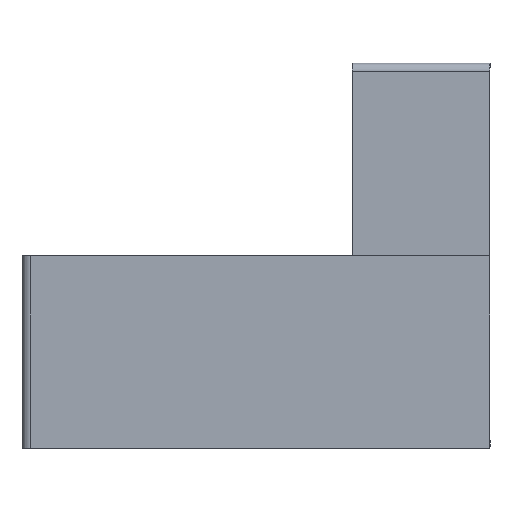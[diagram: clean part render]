
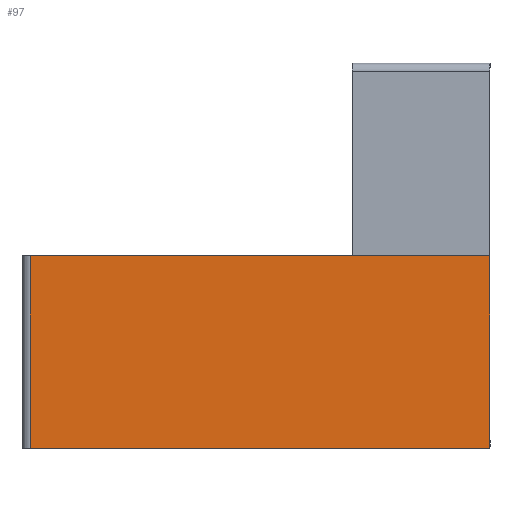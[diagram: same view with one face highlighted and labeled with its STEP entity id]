
A CAD part, top view. The second image highlights one B-rep face of the part: STEP entity #97.
In plain terms, the highlighted planar face has unit normal (0, 0, 1).
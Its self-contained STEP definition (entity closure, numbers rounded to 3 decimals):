
#97=ADVANCED_FACE($,(#193),#1069,.T.);
#193=FACE_OUTER_BOUND($,#289,.T.);
#289=EDGE_LOOP($,(#638,#639,#640,#641));
#638=ORIENTED_EDGE($,*,*,#844,.F.);
#639=ORIENTED_EDGE($,*,*,#852,.T.);
#640=ORIENTED_EDGE($,*,*,#853,.T.);
#641=ORIENTED_EDGE($,*,*,#854,.T.);
#844=EDGE_CURVE($,#978,#979,#1192,.T.);
#852=EDGE_CURVE($,#978,#986,#1198,.T.);
#853=EDGE_CURVE($,#986,#987,#1199,.T.);
#854=EDGE_CURVE($,#987,#979,#1200,.T.);
#978=VERTEX_POINT($,#3018);
#979=VERTEX_POINT($,#3019);
#986=VERTEX_POINT($,#3026);
#987=VERTEX_POINT($,#3027);
#1069=PLANE($,#1391);
#1192=B_SPLINE_CURVE_WITH_KNOTS($,1,(#2946,#2947),.UNSPECIFIED.,.F.,.F.,
(2,2),(0.,197.),.UNSPECIFIED.);
#1198=B_SPLINE_CURVE_WITH_KNOTS($,1,(#2964,#2965),.UNSPECIFIED.,.F.,.F.,
(2,2),(0.,80.),.UNSPECIFIED.);
#1199=B_SPLINE_CURVE_WITH_KNOTS($,1,(#2966,#2967),.UNSPECIFIED.,.F.,.F.,
(2,2),(0.,197.),.UNSPECIFIED.);
#1200=B_SPLINE_CURVE_WITH_KNOTS($,1,(#2968,#2969),.UNSPECIFIED.,.F.,.F.,
(2,2),(-80.,0.),.UNSPECIFIED.);
#1391=AXIS2_PLACEMENT_3D($,#2999,#1438,$);
#1438=DIRECTION($,(0.,0.,1.));
#2946=CARTESIAN_POINT($,(316.5,702.,730.));
#2947=CARTESIAN_POINT($,(1986.5,702.,730.));
#2964=CARTESIAN_POINT($,(316.5,702.,730.));
#2965=CARTESIAN_POINT($,(316.5,2.,730.));
#2966=CARTESIAN_POINT($,(316.5,2.,730.));
#2967=CARTESIAN_POINT($,(1986.5,2.,730.));
#2968=CARTESIAN_POINT($,(1986.5,2.,730.));
#2969=CARTESIAN_POINT($,(1986.5,702.,730.));
#2999=CARTESIAN_POINT($,(316.5,702.,730.));
#3018=CARTESIAN_POINT($,(316.5,702.,730.));
#3019=CARTESIAN_POINT($,(1986.5,702.,730.));
#3026=CARTESIAN_POINT($,(316.5,2.,730.));
#3027=CARTESIAN_POINT($,(1986.5,2.,730.));
